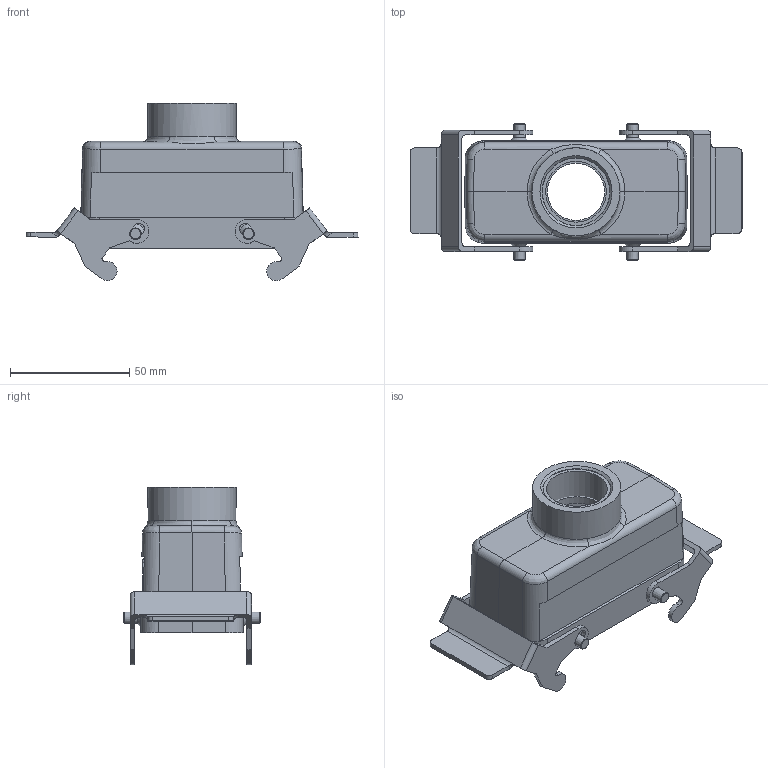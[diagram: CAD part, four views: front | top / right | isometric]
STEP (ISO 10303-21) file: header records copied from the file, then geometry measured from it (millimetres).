
FILE_DESCRIPTION((''),'2;1');
FILE_NAME('04300161462.stp','2020-07-07T14:55:22',('e.eickhoff'),(''),'Autodesk Inventor 2012','Autodesk Inventor 2012','');
FILE_SCHEMA(('AUTOMOTIVE_DESIGN { 1 0 10303 214 1 1 1 1 }'));
Length unit declared in the file: millimetre
Products named in the file (4): 04300161462; Metallbügel Quer; M25-PG21 Adapter
Assembly tree (4 placements, depth 2):
  04300161462
    04300161462
    Metallbügel Quer  x2
    M25-PG21 Adapter
Bounding box: 139.47 x 57.2 x 74.51 mm (x, y, z)
Volume: 62617.7 mm3; surface area: 44964.2 mm2
Topology: 4 solids, 4 shells, 417 faces, 1092 edges, 701 vertices
Faces by surface type: plane 230, cylinder 93, bspline 67, cone 19, torus 8
Full cylindrical faces by diameter (mm): 3 x4, 24 x1, 25.5 x1, 28.3 x1, 29 x1, 37 x1
Entity records: 13118 total; most frequent: CARTESIAN_POINT 4113, ORIENTED_EDGE 1814, DIRECTION 1646, EDGE_CURVE 907, VERTEX_POINT 598, VECTOR 580, LINE 580, AXIS2_PLACEMENT_3D 533
